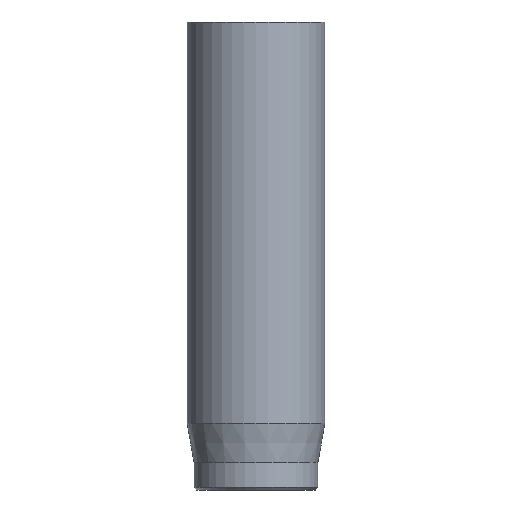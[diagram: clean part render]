
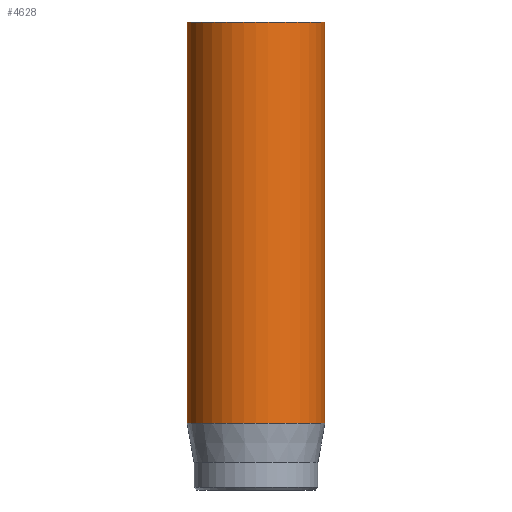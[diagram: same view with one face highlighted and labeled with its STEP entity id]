
A CAD part, front view. The second image highlights one B-rep face of the part: STEP entity #4628.
In plain terms, the highlighted cylindrical face has radius 2.5 mm (diameter 5 mm), a full revolution.
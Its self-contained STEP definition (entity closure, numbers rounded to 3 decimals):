
#32=CYLINDRICAL_SURFACE('',#4812,2.5);
#47=CIRCLE('',#4782,2.5);
#63=CIRCLE('',#4810,2.5);
#64=CIRCLE('',#4811,2.5);
#420=FACE_OUTER_BOUND('',#697,.T.);
#697=EDGE_LOOP('',(#4132,#4133,#4134,#4135,#4136));
#1031=LINE('',#8850,#1371);
#1371=VECTOR('',#5362,2.5);
#2122=VERTEX_POINT('',#8792);
#2138=VERTEX_POINT('',#8844);
#2139=VERTEX_POINT('',#8845);
#2784=EDGE_CURVE('',#2122,#2122,#47,.T.);
#2808=EDGE_CURVE('',#2138,#2139,#63,.T.);
#2809=EDGE_CURVE('',#2139,#2138,#64,.T.);
#2811=EDGE_CURVE('',#2122,#2138,#1031,.T.);
#4132=ORIENTED_EDGE('',*,*,#2784,.T.);
#4133=ORIENTED_EDGE('',*,*,#2811,.T.);
#4134=ORIENTED_EDGE('',*,*,#2808,.T.);
#4135=ORIENTED_EDGE('',*,*,#2809,.T.);
#4136=ORIENTED_EDGE('',*,*,#2811,.F.);
#4628=ADVANCED_FACE('',(#420),#32,.T.);
#4782=AXIS2_PLACEMENT_3D('',#8793,#5291,#5292);
#4810=AXIS2_PLACEMENT_3D('',#8846,#5355,#5356);
#4811=AXIS2_PLACEMENT_3D('',#8847,#5357,#5358);
#4812=AXIS2_PLACEMENT_3D('',#8849,#5360,#5361);
#5291=DIRECTION('center_axis',(0.,0.,-1.));
#5292=DIRECTION('ref_axis',(-1.,0.,0.));
#5355=DIRECTION('center_axis',(0.,0.,1.));
#5356=DIRECTION('ref_axis',(-1.,0.,0.));
#5357=DIRECTION('center_axis',(0.,0.,1.));
#5358=DIRECTION('ref_axis',(-1.,0.,0.));
#5360=DIRECTION('center_axis',(0.,0.,1.));
#5361=DIRECTION('ref_axis',(-1.,0.,0.));
#5362=DIRECTION('',(0.,0.,-1.));
#8792=CARTESIAN_POINT('',(2.5,0.,17.));
#8793=CARTESIAN_POINT('Origin',(0.,0.,17.));
#8844=CARTESIAN_POINT('',(2.5,0.,2.418));
#8845=CARTESIAN_POINT('',(-2.5,0.,2.418));
#8846=CARTESIAN_POINT('Origin',(0.,0.,2.418));
#8847=CARTESIAN_POINT('Origin',(0.,0.,2.418));
#8849=CARTESIAN_POINT('Origin',(0.,0.,0.));
#8850=CARTESIAN_POINT('',(2.5,0.,0.));
